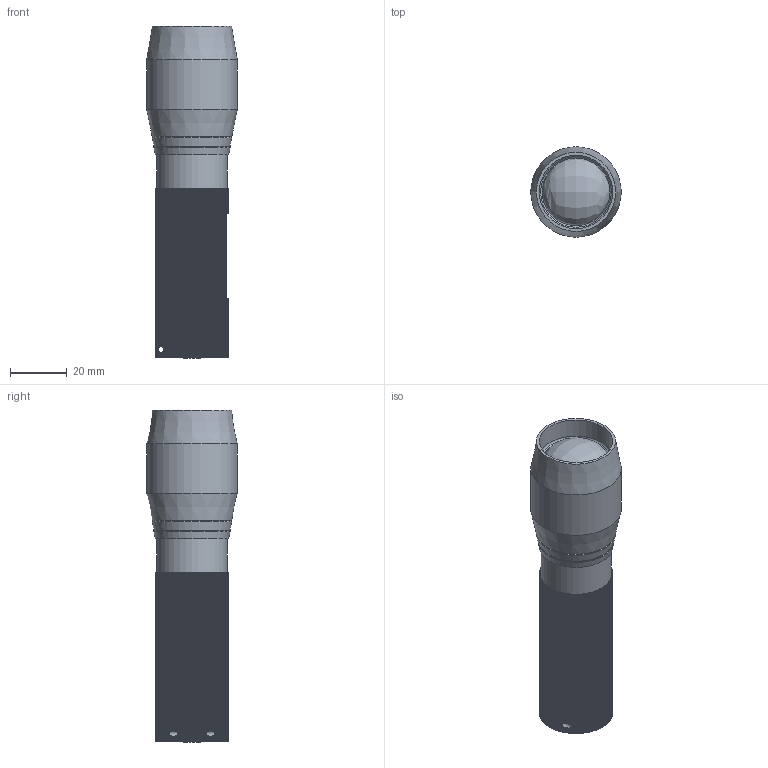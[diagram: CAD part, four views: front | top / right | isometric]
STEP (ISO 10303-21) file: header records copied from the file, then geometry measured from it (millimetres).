
FILE_DESCRIPTION(('HOOPS Exchange Step'),'2;1');
FILE_NAME('temp_export','2024-07-31T10:54:55+08:00',('sharma21'),('Shapr3D Limited'),'HOOPS Exchange 2024.2','Shapr3D','Authorized');
FILE_SCHEMA( ('AUTOMOTIVE_DESIGN { 1 0 10303 214 1 1 1 1 }') );
Length unit declared in the file: millimetre
Products named in the file (1): root
Bounding box: 32 x 32 x 117.5 mm (x, y, z)
Volume: 68959.7 mm3; surface area: 29048.1 mm2
Topology: 10 solids, 10 shells, 1191 faces, 3546 edges, 2367 vertices
Faces by surface type: plane 883, cylinder 295, cone 8, torus 4, bspline 1
Full cylindrical faces by diameter (mm): 2 x1, 8 x1, 24 x1, 25 x1, 26 x1, 32 x1
Entity records: 40683 total; most frequent: CARTESIAN_POINT 8720, ORIENTED_EDGE 7088, DIRECTION 6366, EDGE_CURVE 3544, VERTEX_POINT 2367, AXIS2_PLACEMENT_3D 2158, VECTOR 2050, LINE 2050
